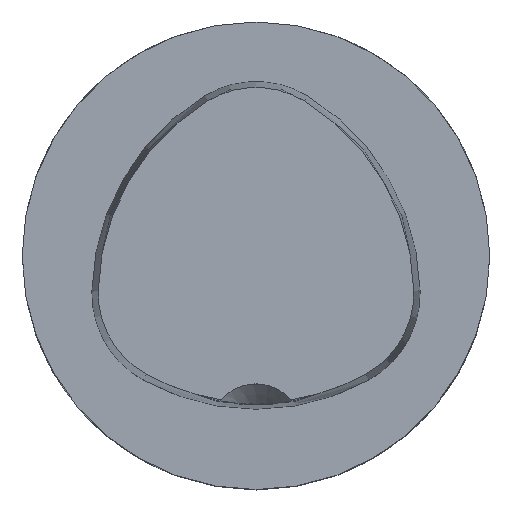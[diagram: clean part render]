
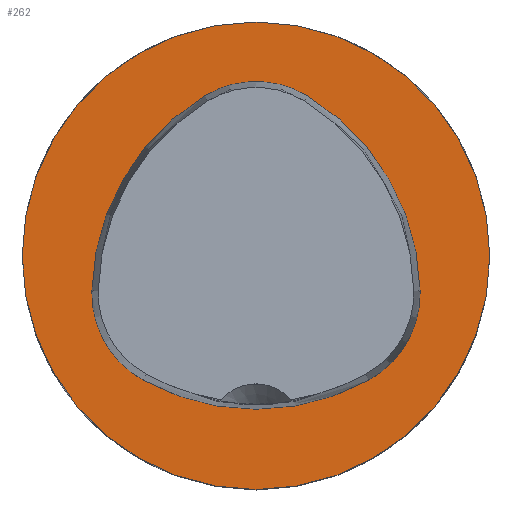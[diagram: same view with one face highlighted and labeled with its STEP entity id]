
A CAD part, top view. The second image highlights one B-rep face of the part: STEP entity #262.
In plain terms, the highlighted planar face has unit normal (0, 0, 1).
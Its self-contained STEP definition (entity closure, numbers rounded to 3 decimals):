
#226=PLANE('',#705);
#262=ADVANCED_FACE('',(#289,#290),#226,.T.);
#289=FACE_BOUND('',#339,.T.);
#290=FACE_BOUND('',#340,.T.);
#339=EDGE_LOOP('',(#460));
#340=EDGE_LOOP('',(#461,#462,#463,#464,#465,#466));
#460=ORIENTED_EDGE('',*,*,#600,.F.);
#461=ORIENTED_EDGE('',*,*,#550,.T.);
#462=ORIENTED_EDGE('',*,*,#565,.T.);
#463=ORIENTED_EDGE('',*,*,#562,.T.);
#464=ORIENTED_EDGE('',*,*,#559,.T.);
#465=ORIENTED_EDGE('',*,*,#556,.T.);
#466=ORIENTED_EDGE('',*,*,#554,.T.);
#501=VERTEX_POINT('',#958);
#502=VERTEX_POINT('',#959);
#504=VERTEX_POINT('',#966);
#505=VERTEX_POINT('',#970);
#507=VERTEX_POINT('',#976);
#509=VERTEX_POINT('',#982);
#531=VERTEX_POINT('',#1062);
#550=EDGE_CURVE('',#501,#502,#614,.T.);
#554=EDGE_CURVE('',#504,#501,#616,.T.);
#556=EDGE_CURVE('',#505,#504,#617,.T.);
#559=EDGE_CURVE('',#507,#505,#619,.T.);
#562=EDGE_CURVE('',#509,#507,#621,.T.);
#565=EDGE_CURVE('',#502,#509,#623,.T.);
#600=EDGE_CURVE('',#531,#531,#630,.T.);
#614=CIRCLE('',#656,8.5);
#616=CIRCLE('',#659,20.);
#617=CIRCLE('',#661,8.5);
#619=CIRCLE('',#664,20.);
#621=CIRCLE('',#667,8.5);
#623=CIRCLE('',#670,20.);
#630=CIRCLE('',#704,20.0);
#656=AXIS2_PLACEMENT_3D('',#957,#759,#760);
#659=AXIS2_PLACEMENT_3D('',#965,#767,#768);
#661=AXIS2_PLACEMENT_3D('',#969,#772,#773);
#664=AXIS2_PLACEMENT_3D('',#975,#779,#780);
#667=AXIS2_PLACEMENT_3D('',#981,#786,#787);
#670=AXIS2_PLACEMENT_3D('',#987,#793,#794);
#704=AXIS2_PLACEMENT_3D('',#1061,#881,#882);
#705=AXIS2_PLACEMENT_3D('',#1063,#883,#884);
#759=DIRECTION('',(0.0,0.0,-1.0));
#760=DIRECTION('',(-0.866,-0.5,0.0));
#767=DIRECTION('',(0.0,0.0,-1.0));
#768=DIRECTION('',(0.0,-1.0,0.0));
#772=DIRECTION('',(0.0,0.0,-1.0));
#773=DIRECTION('',(0.866,-0.5,0.0));
#779=DIRECTION('',(0.0,0.0,-1.0));
#780=DIRECTION('',(0.866,0.5,0.0));
#786=DIRECTION('',(0.0,0.0,-1.0));
#787=DIRECTION('',(0.0,1.0,0.0));
#793=DIRECTION('',(0.0,0.0,-1.0));
#794=DIRECTION('',(-0.866,0.5,0.0));
#881=DIRECTION('',(0.0,0.0,-1.0));
#882=DIRECTION('',(-1.0,0.0,0.0));
#883=DIRECTION('',(0.0,0.0,1.0));
#884=DIRECTION('',(0.0,1.0,0.0));
#957=CARTESIAN_POINT('',(-5.543,-3.2,0.0));
#958=CARTESIAN_POINT('',(-9.639,-10.648,0.));
#959=CARTESIAN_POINT('',(-14.041,-3.024,0.0));
#965=CARTESIAN_POINT('',(0.0,6.876,0.0));
#966=CARTESIAN_POINT('',(9.639,-10.648,0.));
#969=CARTESIAN_POINT('',(5.543,-3.2,0.0));
#970=CARTESIAN_POINT('',(14.041,-3.024,0.0));
#975=CARTESIAN_POINT('',(-5.955,-3.438,0.0));
#976=CARTESIAN_POINT('',(4.402,13.672,0.));
#981=CARTESIAN_POINT('',(0.0,6.4,0.0));
#982=CARTESIAN_POINT('',(-4.402,13.672,0.));
#987=CARTESIAN_POINT('',(5.955,-3.438,0.0));
#1061=CARTESIAN_POINT('',(0.0,0.0,0.0));
#1062=CARTESIAN_POINT('',(-20.0,0.0,0.0));
#1063=CARTESIAN_POINT('',(-10.0,0.0,0.0));
